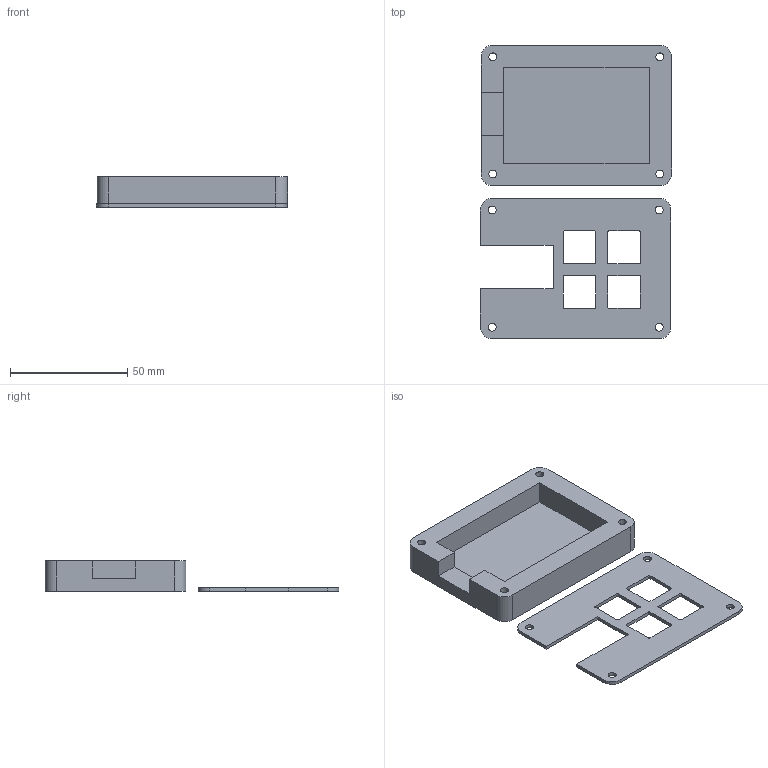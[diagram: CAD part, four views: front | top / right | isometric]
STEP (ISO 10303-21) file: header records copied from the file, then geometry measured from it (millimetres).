
FILE_DESCRIPTION(/* description */ (''),/* implementation_level */ '2;1');
FILE_NAME(/* name */ 'Macropad_FINAL.step',/* time_stamp */ '2026-01-14T00:34:35+13:00',/* author */ (''),/* organization */ (''),/* preprocessor_version */ 'ST-DEVELOPER v20.1',/* originating_system */ 'Autodesk Translation Framework v14.21.0.0',/* authorisation */ '');
FILE_SCHEMA (('AUTOMOTIVE_DESIGN { 1 0 10303 214 3 1 1 }'));
Length unit declared in the file: millimetre
Products named in the file (3): 2026-01-02-00-02-10-574; 2026-01-02-00-02-33-303; 2026-01-13-23-33-58-342
Assembly tree (2 placements, depth 3):
  2026-01-02-00-02-10-574
    2026-01-02-00-02-33-303
      2026-01-13-23-33-58-342
Bounding box: 81.58 x 125.34 x 13 mm (x, y, z)
Volume: 40749.1 mm3; surface area: 23667 mm2
Topology: 2 solids, 2 shells, 463 faces, 1290 edges, 860 vertices
Faces by surface type: bspline 277, plane 150, cylinder 36
Full cylindrical faces by diameter (mm): 3.4 x8, 6 x4
Entity records: 17488 total; most frequent: CARTESIAN_POINT 7327, ORIENTED_EDGE 2580, EDGE_CURVE 1290, DIRECTION 1190, VERTEX_POINT 860, LINE 664, VECTOR 664, B_SPLINE_CURVE_WITH_KNOTS 554
